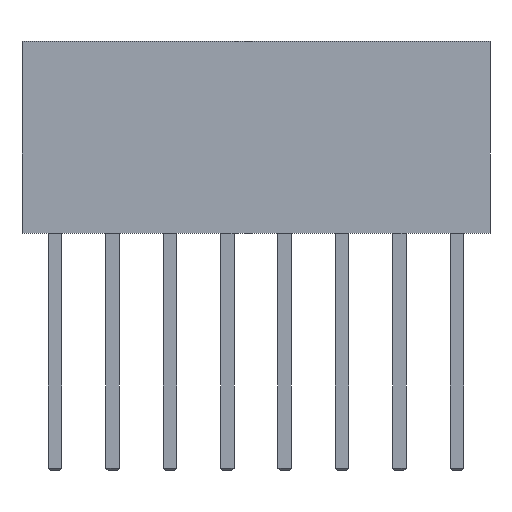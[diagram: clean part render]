
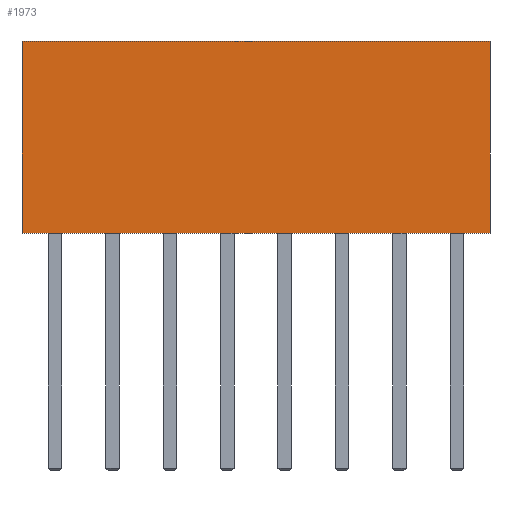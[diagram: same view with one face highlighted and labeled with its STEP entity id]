
A CAD part, left-side view. The second image highlights one B-rep face of the part: STEP entity #1973.
In plain terms, the highlighted planar face has unit normal (-1, 0, 0).
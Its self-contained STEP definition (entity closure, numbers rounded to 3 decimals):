
#79=FACE_OUTER_BOUND('',#205,.T.);
#205=EDGE_LOOP('',(#1431,#1432,#1433,#1434));
#395=LINE('',#2933,#663);
#396=LINE('',#2935,#664);
#397=LINE('',#2937,#665);
#398=LINE('',#2938,#666);
#663=VECTOR('',#2387,10.);
#664=VECTOR('',#2388,10.);
#665=VECTOR('',#2389,10.);
#666=VECTOR('',#2390,10.);
#899=VERTEX_POINT('',#2931);
#900=VERTEX_POINT('',#2932);
#901=VERTEX_POINT('',#2934);
#902=VERTEX_POINT('',#2936);
#1099=EDGE_CURVE('',#899,#900,#395,.T.);
#1100=EDGE_CURVE('',#899,#901,#396,.T.);
#1101=EDGE_CURVE('',#902,#901,#397,.T.);
#1102=EDGE_CURVE('',#900,#902,#398,.T.);
#1431=ORIENTED_EDGE('',*,*,#1099,.F.);
#1432=ORIENTED_EDGE('',*,*,#1100,.T.);
#1433=ORIENTED_EDGE('',*,*,#1101,.F.);
#1434=ORIENTED_EDGE('',*,*,#1102,.F.);
#1847=PLANE('',#2121);
#1973=ADVANCED_FACE('',(#79),#1847,.T.);
#2121=AXIS2_PLACEMENT_3D('',#2930,#2385,#2386);
#2385=DIRECTION('center_axis',(-1.,0.,0.));
#2386=DIRECTION('ref_axis',(0.,-1.,0.));
#2387=DIRECTION('',(0.,1.,0.));
#2388=DIRECTION('',(0.,0.,1.));
#2389=DIRECTION('',(0.,-1.,0.));
#2390=DIRECTION('',(0.,0.,1.));
#2930=CARTESIAN_POINT('Origin',(-1.2,10.36,0.));
#2931=CARTESIAN_POINT('',(-1.2,-10.36,0.));
#2932=CARTESIAN_POINT('',(-1.2,10.36,0.));
#2933=CARTESIAN_POINT('',(-1.2,-10.36,0.));
#2934=CARTESIAN_POINT('',(-1.2,-10.36,8.5));
#2935=CARTESIAN_POINT('',(-1.2,-10.36,0.));
#2936=CARTESIAN_POINT('',(-1.2,10.36,8.5));
#2937=CARTESIAN_POINT('',(-1.2,-10.36,8.5));
#2938=CARTESIAN_POINT('',(-1.2,10.36,0.));
